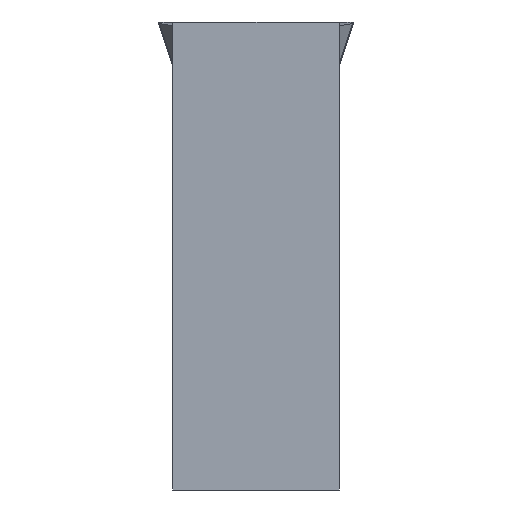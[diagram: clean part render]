
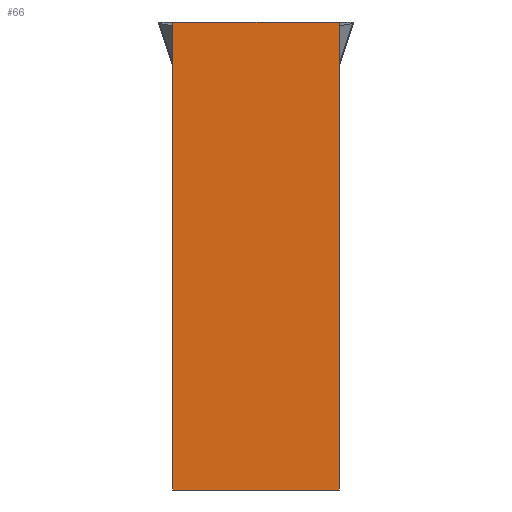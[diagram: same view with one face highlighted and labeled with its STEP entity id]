
A CAD part, front view. The second image highlights one B-rep face of the part: STEP entity #66.
In plain terms, the highlighted planar face has unit normal (0, -1, 0).
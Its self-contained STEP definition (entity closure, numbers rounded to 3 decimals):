
#66=ADVANCED_FACE('',(#99),#81,.T.);
#81=PLANE('',#368);
#99=FACE_OUTER_BOUND('',#117,.T.);
#117=EDGE_LOOP('',(#181,#182,#183,#184));
#181=ORIENTED_EDGE('',*,*,#272,.F.);
#182=ORIENTED_EDGE('',*,*,#261,.F.);
#183=ORIENTED_EDGE('',*,*,#273,.T.);
#184=ORIENTED_EDGE('',*,*,#266,.T.);
#227=VERTEX_POINT('',#516);
#228=VERTEX_POINT('',#518);
#232=VERTEX_POINT('',#527);
#233=VERTEX_POINT('',#529);
#261=EDGE_CURVE('',#227,#228,#297,.T.);
#266=EDGE_CURVE('',#233,#232,#302,.T.);
#272=EDGE_CURVE('',#228,#232,#308,.T.);
#273=EDGE_CURVE('',#227,#233,#309,.T.);
#297=LINE('',#517,#333);
#302=LINE('',#528,#338);
#308=LINE('',#538,#344);
#309=LINE('',#539,#345);
#333=VECTOR('',#426,1.);
#338=VECTOR('',#433,1.);
#344=VECTOR('',#443,1.);
#345=VECTOR('',#444,1.);
#368=AXIS2_PLACEMENT_3D('',#540,#445,#446);
#426=DIRECTION('',(0.,0.,-1.));
#433=DIRECTION('',(0.,0.,-1.));
#443=DIRECTION('',(-1.,0.,0.));
#444=DIRECTION('',(-1.,0.,0.));
#445=DIRECTION('',(0.,-1.,0.));
#446=DIRECTION('',(0.,0.,-1.));
#516=CARTESIAN_POINT('',(8.9,-125.5,25.));
#517=CARTESIAN_POINT('',(8.9,-125.5,25.));
#518=CARTESIAN_POINT('',(8.9,-125.5,0.));
#527=CARTESIAN_POINT('',(0.,-125.5,0.));
#528=CARTESIAN_POINT('',(0.,-125.5,25.));
#529=CARTESIAN_POINT('',(0.,-125.5,25.));
#538=CARTESIAN_POINT('',(8.9,-125.5,0.));
#539=CARTESIAN_POINT('',(8.9,-125.5,25.));
#540=CARTESIAN_POINT('',(8.9,-125.5,25.));
